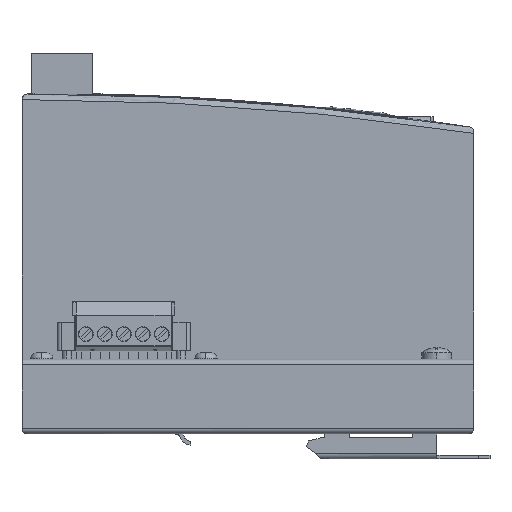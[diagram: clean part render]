
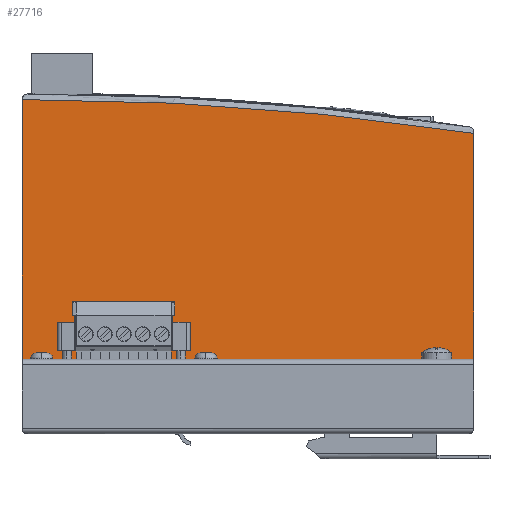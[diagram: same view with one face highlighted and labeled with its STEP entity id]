
A CAD part, left-side view. The second image highlights one B-rep face of the part: STEP entity #27716.
In plain terms, the highlighted planar face has unit normal (-1, 0, 0).
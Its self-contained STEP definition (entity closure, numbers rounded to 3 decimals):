
#180=DIRECTION('',(0.,1.,0.));
#181=VECTOR('',#180,121.);
#182=CARTESIAN_POINT('',(-82.,0.,20.));
#183=LINE('',#182,#181);
#184=DIRECTION('',(0.,0.,-1.));
#185=VECTOR('',#184,69.501);
#186=CARTESIAN_POINT('',(-82.,121.,89.501));
#187=LINE('',#186,#185);
#188=CARTESIAN_POINT('',(-82.,119.669,-708.999));
#189=DIRECTION('',(-1.,0.,0.));
#190=DIRECTION('',(0.,-0.15,0.989));
#191=AXIS2_PLACEMENT_3D('',#188,#189,#190);
#193=DIRECTION('',(0.,0.,1.));
#194=VECTOR('',#193,60.483);
#195=CARTESIAN_POINT('',(-82.,0.,20.));
#196=LINE('',#195,#194);
#26238=CARTESIAN_POINT('',(-82.,0.,80.483));
#26239=CARTESIAN_POINT('',(-82.,121.,89.5));
#26240=VERTEX_POINT('',#26238);
#26241=VERTEX_POINT('',#26239);
#26389=CARTESIAN_POINT('',(-82.,0.,20.));
#26390=CARTESIAN_POINT('',(-82.,121.,20.));
#26391=VERTEX_POINT('',#26389);
#26392=VERTEX_POINT('',#26390);
#27702=CARTESIAN_POINT('',(-82.,61.781,43.749));
#27703=DIRECTION('',(1.,0.,0.));
#27704=DIRECTION('',(0.,1.,0.));
#27705=AXIS2_PLACEMENT_3D('',#27702,#27703,#27704);
#27706=PLANE('',#27705);
#27708=ORIENTED_EDGE('',*,*,#27707,.T.);
#27709=ORIENTED_EDGE('',*,*,#27661,.F.);
#27711=ORIENTED_EDGE('',*,*,#27710,.F.);
#27713=ORIENTED_EDGE('',*,*,#27712,.F.);
#27714=EDGE_LOOP('',(#27708,#27709,#27711,#27713));
#27715=FACE_OUTER_BOUND('',#27714,.F.);
#27716=ADVANCED_FACE('',(#27715),#27706,.F.);
#192=CIRCLE('',#191,798.5);
#27661=EDGE_CURVE('',#26241,#26392,#187,.T.);
#27707=EDGE_CURVE('',#26391,#26392,#183,.T.);
#27710=EDGE_CURVE('',#26240,#26241,#192,.T.);
#27712=EDGE_CURVE('',#26391,#26240,#196,.T.);
